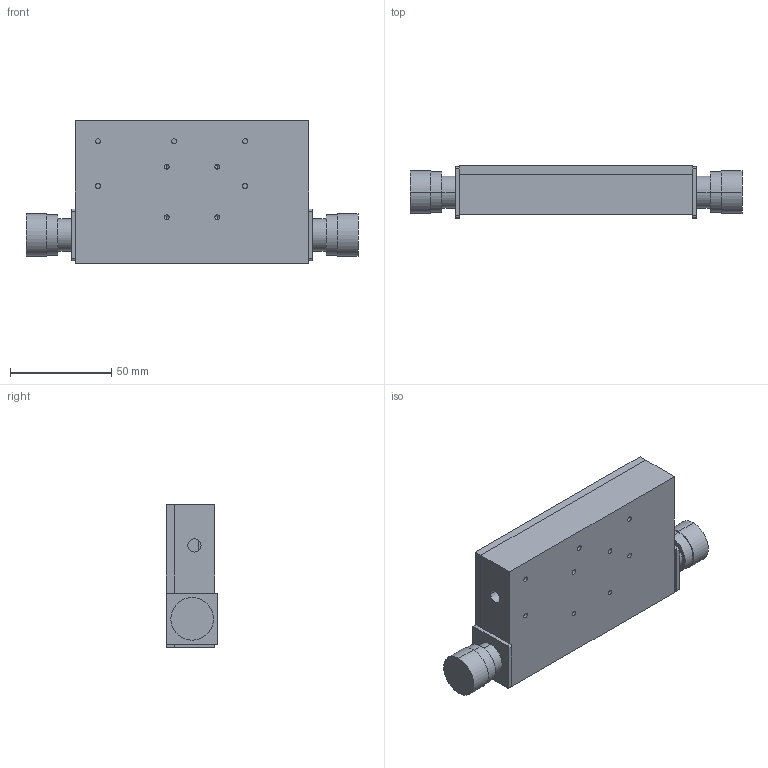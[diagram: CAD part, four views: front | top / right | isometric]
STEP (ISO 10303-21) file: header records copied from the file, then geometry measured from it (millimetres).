
FILE_DESCRIPTION (( 'STEP AP203' ), '1' );
FILE_NAME ('front_end_box.STEP', '2020-11-16T22:15:28', ( '' ), ( '' ), 'SwSTEP 2.0', 'SolidWorks 2014', '' );
FILE_SCHEMA (( 'CONFIG_CONTROL_DESIGN' ));
Length unit declared in the file: metre
Products named in the file (4): inice_top; fake_sma_with_cable; inice_bottom; front_end_box
Assembly tree (4 placements, depth 2):
  front_end_box
    inice_bottom
    inice_top
    fake_sma_with_cable  x2
Bounding box: 163.64 x 25.55 x 70 mm (x, y, z)
Volume: 125322.8 mm3; surface area: 54692.9 mm2
Topology: 4 solids, 4 shells, 305 faces, 773 edges, 458 vertices
Faces by surface type: cylinder 152, cone 88, plane 65
Entity records: 8823 total; most frequent: DIRECTION 1579, CARTESIAN_POINT 1398, ORIENTED_EDGE 1350, EDGE_CURVE 675, AXIS2_PLACEMENT_3D 611, VERTEX_POINT 430, EDGE_LOOP 371, LINE 357
